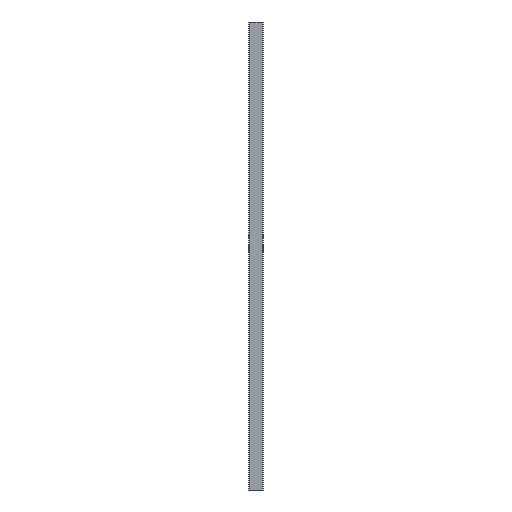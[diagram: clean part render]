
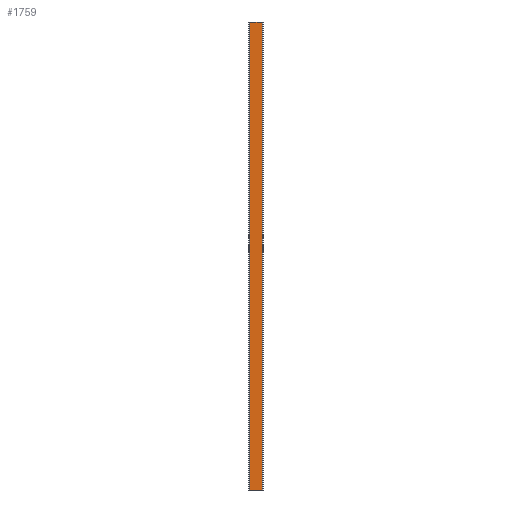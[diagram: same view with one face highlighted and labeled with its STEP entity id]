
A CAD part, left-side view. The second image highlights one B-rep face of the part: STEP entity #1759.
In plain terms, the highlighted planar face has unit normal (-1, 0, 0).
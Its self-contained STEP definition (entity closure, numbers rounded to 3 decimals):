
#119=FACE_OUTER_BOUND('',#212,.T.);
#212=EDGE_LOOP('',(#1423,#1424,#1425,#1426));
#384=LINE('',#2675,#612);
#420=LINE('',#2754,#648);
#421=LINE('',#2757,#649);
#422=LINE('',#2758,#650);
#612=VECTOR('',#2188,10.);
#648=VECTOR('',#2242,10.);
#649=VECTOR('',#2245,10.);
#650=VECTOR('',#2246,10.);
#809=VERTEX_POINT('',#2672);
#810=VERTEX_POINT('',#2674);
#844=VERTEX_POINT('',#2752);
#845=VERTEX_POINT('',#2756);
#1025=EDGE_CURVE('',#809,#810,#384,.T.);
#1065=EDGE_CURVE('',#809,#844,#420,.T.);
#1066=EDGE_CURVE('',#845,#844,#421,.T.);
#1067=EDGE_CURVE('',#810,#845,#422,.T.);
#1423=ORIENTED_EDGE('',*,*,#1065,.T.);
#1424=ORIENTED_EDGE('',*,*,#1066,.F.);
#1425=ORIENTED_EDGE('',*,*,#1067,.F.);
#1426=ORIENTED_EDGE('',*,*,#1025,.F.);
#1676=PLANE('',#1886);
#1759=ADVANCED_FACE('',(#119),#1676,.T.);
#1886=AXIS2_PLACEMENT_3D('',#2755,#2243,#2244);
#2188=DIRECTION('',(0.,1.,0.));
#2242=DIRECTION('',(0.,0.,1.));
#2243=DIRECTION('center_axis',(-1.,0.,0.));
#2244=DIRECTION('ref_axis',(0.,-1.,0.));
#2245=DIRECTION('',(0.,-1.,0.));
#2246=DIRECTION('',(0.,0.,1.));
#2672=CARTESIAN_POINT('',(-15.,-13.,-500.));
#2674=CARTESIAN_POINT('',(-15.,13.,-500.));
#2675=CARTESIAN_POINT('',(-15.,13.,-500.));
#2752=CARTESIAN_POINT('',(-15.,-13.,500.));
#2754=CARTESIAN_POINT('',(-15.,-13.,0.));
#2755=CARTESIAN_POINT('Origin',(-15.,13.,0.));
#2756=CARTESIAN_POINT('',(-15.,13.,500.));
#2757=CARTESIAN_POINT('',(-15.,13.,500.));
#2758=CARTESIAN_POINT('',(-15.,13.,0.));
